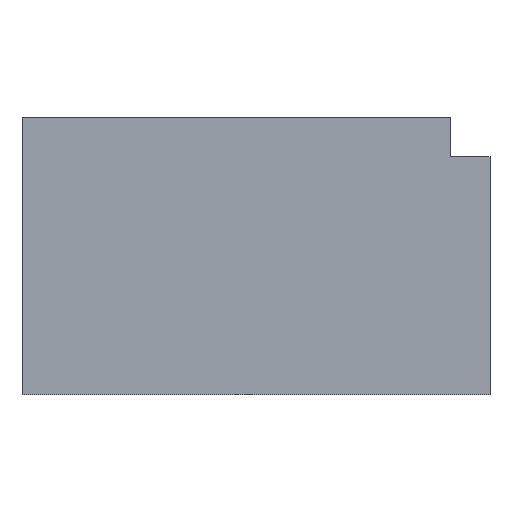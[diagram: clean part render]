
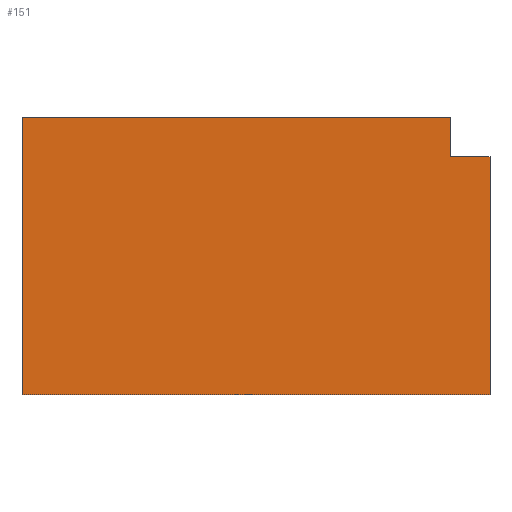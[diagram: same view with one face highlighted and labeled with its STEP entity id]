
A CAD part, top view. The second image highlights one B-rep face of the part: STEP entity #151.
In plain terms, the highlighted planar face has unit normal (0, 0, 1).
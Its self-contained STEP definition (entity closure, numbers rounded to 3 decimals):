
#25=FACE_OUTER_BOUND('',#33,.T.);
#33=EDGE_LOOP('',(#125,#126,#127,#128,#129,#130));
#37=LINE('',#226,#55);
#40=LINE('',#232,#58);
#43=LINE('',#238,#61);
#46=LINE('',#244,#64);
#49=LINE('',#250,#67);
#52=LINE('',#254,#70);
#55=VECTOR('',#185,10.);
#58=VECTOR('',#190,10.);
#61=VECTOR('',#195,10.);
#64=VECTOR('',#200,10.);
#67=VECTOR('',#205,10.);
#70=VECTOR('',#210,10.);
#73=VERTEX_POINT('',#223);
#74=VERTEX_POINT('',#225);
#76=VERTEX_POINT('',#231);
#78=VERTEX_POINT('',#237);
#80=VERTEX_POINT('',#243);
#82=VERTEX_POINT('',#249);
#85=EDGE_CURVE('',#74,#73,#37,.T.);
#88=EDGE_CURVE('',#76,#74,#40,.T.);
#91=EDGE_CURVE('',#78,#76,#43,.T.);
#94=EDGE_CURVE('',#80,#78,#46,.T.);
#97=EDGE_CURVE('',#82,#80,#49,.T.);
#100=EDGE_CURVE('',#73,#82,#52,.T.);
#125=ORIENTED_EDGE('',*,*,#100,.T.);
#126=ORIENTED_EDGE('',*,*,#97,.T.);
#127=ORIENTED_EDGE('',*,*,#94,.T.);
#128=ORIENTED_EDGE('',*,*,#91,.T.);
#129=ORIENTED_EDGE('',*,*,#88,.T.);
#130=ORIENTED_EDGE('',*,*,#85,.T.);
#143=PLANE('',#174);
#151=ADVANCED_FACE('',(#25),#143,.T.);
#174=AXIS2_PLACEMENT_3D('',#255,#211,#212);
#185=DIRECTION('',(1.,0.,0.));
#190=DIRECTION('',(0.,-1.,0.));
#195=DIRECTION('',(-1.,0.,0.));
#200=DIRECTION('',(0.,1.,0.));
#205=DIRECTION('',(-1.,0.,0.));
#210=DIRECTION('',(0.,1.,0.));
#211=DIRECTION('center_axis',(0.,0.,1.));
#212=DIRECTION('ref_axis',(1.,0.,0.));
#223=CARTESIAN_POINT('',(29.9,-17.7,8.3));
#225=CARTESIAN_POINT('',(-29.9,-17.7,8.3));
#226=CARTESIAN_POINT('',(29.9,-17.7,8.3));
#231=CARTESIAN_POINT('',(-29.9,17.7,8.3));
#232=CARTESIAN_POINT('',(-29.9,-17.7,8.3));
#237=CARTESIAN_POINT('',(24.9,17.7,8.3));
#238=CARTESIAN_POINT('',(-29.9,17.7,8.3));
#243=CARTESIAN_POINT('',(24.9,12.7,8.3));
#244=CARTESIAN_POINT('',(24.9,17.7,8.3));
#249=CARTESIAN_POINT('',(29.9,12.7,8.3));
#250=CARTESIAN_POINT('',(24.9,12.7,8.3));
#254=CARTESIAN_POINT('',(29.9,-17.7,8.3));
#255=CARTESIAN_POINT('Origin',(0.,0.,8.3));
